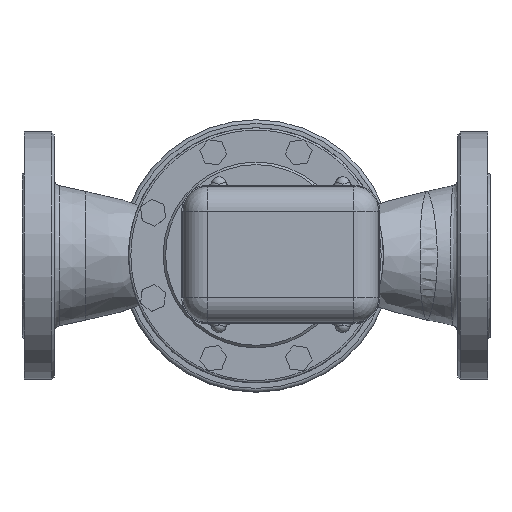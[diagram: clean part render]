
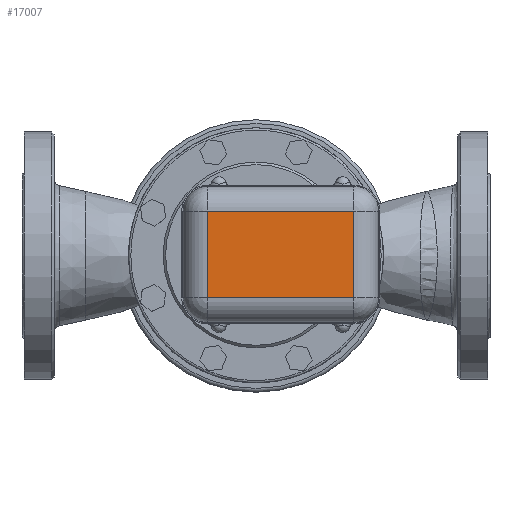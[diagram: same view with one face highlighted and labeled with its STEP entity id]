
A CAD part, top view. The second image highlights one B-rep face of the part: STEP entity #17007.
In plain terms, the highlighted planar face has unit normal (0, 0, 1).
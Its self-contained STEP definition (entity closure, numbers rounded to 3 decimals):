
#238=PLANE('',#18251);
#1255=LINE('',#29679,#2608);
#1257=LINE('',#29687,#2610);
#1259=LINE('',#29695,#2612);
#1261=LINE('',#29706,#2614);
#2608=VECTOR('',#20621,70.);
#2610=VECTOR('',#20629,118.);
#2612=VECTOR('',#20637,70.);
#2614=VECTOR('',#20653,118.);
#4289=FACE_OUTER_BOUND('',#5459,.T.);
#5459=EDGE_LOOP('',(#12721,#12722,#12723,#12724));
#8001=VERTEX_POINT('',#29676);
#8002=VERTEX_POINT('',#29678);
#8005=VERTEX_POINT('',#29686);
#8008=VERTEX_POINT('',#29694);
#9797=EDGE_CURVE('',#8001,#8002,#1255,.T.);
#9801=EDGE_CURVE('',#8002,#8005,#1257,.T.);
#9805=EDGE_CURVE('',#8005,#8008,#1259,.T.);
#9811=EDGE_CURVE('',#8008,#8001,#1261,.T.);
#12721=ORIENTED_EDGE('',*,*,#9797,.F.);
#12722=ORIENTED_EDGE('',*,*,#9811,.F.);
#12723=ORIENTED_EDGE('',*,*,#9805,.F.);
#12724=ORIENTED_EDGE('',*,*,#9801,.F.);
#17007=ADVANCED_FACE('',(#4289),#238,.T.);
#18251=AXIS2_PLACEMENT_3D('',#29732,#20684,#20685);
#20621=DIRECTION('',(0.,-1.,0.));
#20629=DIRECTION('',(-1.,0.,0.));
#20637=DIRECTION('',(0.,1.,0.));
#20653=DIRECTION('',(1.,0.,0.));
#20684=DIRECTION('center_axis',(0.,0.,
1.));
#20685=DIRECTION('ref_axis',(1.,0.,0.));
#29676=CARTESIAN_POINT('',(79.,35.,635.));
#29678=CARTESIAN_POINT('',(79.,-35.,635.));
#29679=CARTESIAN_POINT('',(79.,17.5,635.));
#29686=CARTESIAN_POINT('',(-39.,-35.,635.));
#29687=CARTESIAN_POINT('',(49.5,-35.,635.));
#29694=CARTESIAN_POINT('',(-39.,35.,635.));
#29695=CARTESIAN_POINT('',(-39.,-17.5,635.));
#29706=CARTESIAN_POINT('',(-9.5,35.,635.));
#29732=CARTESIAN_POINT('Origin',(20.,0.,
635.));
